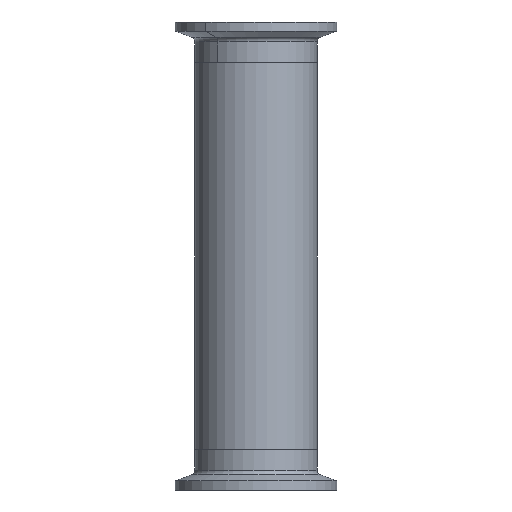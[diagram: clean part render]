
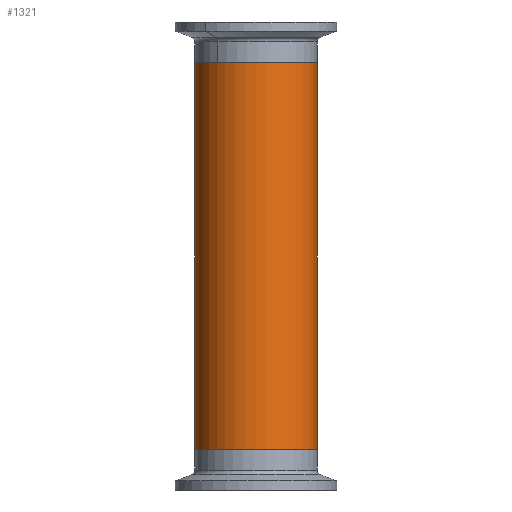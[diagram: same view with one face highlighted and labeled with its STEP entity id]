
A CAD part, front view. The second image highlights one B-rep face of the part: STEP entity #1321.
In plain terms, the highlighted cylindrical face has radius 19.05 mm (diameter 38.1 mm), a partial arc.
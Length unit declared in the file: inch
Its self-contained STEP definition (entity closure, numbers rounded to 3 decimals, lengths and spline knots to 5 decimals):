
#35 = CARTESIAN_POINT ( 'NONE',  ( -0.75, 0., 2.37402 ) ) ;
#81 = CARTESIAN_POINT ( 'NONE',  ( 0.75, 0., -2.37402 ) ) ;
#176 = DIRECTION ( 'NONE',  ( 0., 0., -1. ) ) ;
#300 = VERTEX_POINT ( 'NONE', #35 ) ;
#384 = CIRCLE ( 'NONE', #469, 0.75 ) ;
#469 = AXIS2_PLACEMENT_3D ( 'NONE', #904, #1340, #893 ) ;
#573 = ORIENTED_EDGE ( 'NONE', *, *, #595, .F. ) ;
#595 = EDGE_CURVE ( 'NONE', #300, #2747, #1400, .T. ) ;
#779 = DIRECTION ( 'NONE',  ( 0., 0., 1. ) ) ;
#831 = CARTESIAN_POINT ( 'NONE',  ( -0.75, 0., 2.37402 ) ) ;
#891 = DIRECTION ( 'NONE',  ( 0., 0., -1. ) ) ;
#892 = EDGE_CURVE ( 'NONE', #300, #2705, #1825, .T. ) ;
#893 = DIRECTION ( 'NONE',  ( 1., 0., 0. ) ) ;
#904 = CARTESIAN_POINT ( 'NONE',  ( 0., 0., -2.37402 ) ) ;
#913 = EDGE_LOOP ( 'NONE', ( #1002, #573, #1159, #1209 ) ) ;
#1002 = ORIENTED_EDGE ( 'NONE', *, *, #2444, .F. ) ;
#1118 = DIRECTION ( 'NONE',  ( -1., 0., 0. ) ) ;
#1127 = CARTESIAN_POINT ( 'NONE',  ( 0., 0., 2.37402 ) ) ;
#1149 = VECTOR ( 'NONE', #176, 39.37008 ) ;
#1159 = ORIENTED_EDGE ( 'NONE', *, *, #892, .T. ) ;
#1209 = ORIENTED_EDGE ( 'NONE', *, *, #2079, .T. ) ;
#1321 = ADVANCED_FACE ( 'NONE', ( #1586 ), #2169, .T. ) ;
#1327 = AXIS2_PLACEMENT_3D ( 'NONE', #1458, #779, #1688 ) ;
#1340 = DIRECTION ( 'NONE',  ( 0., 0., 1. ) ) ;
#1360 = CARTESIAN_POINT ( 'NONE',  ( -0.75, 0., -2.37402 ) ) ;
#1400 = CIRCLE ( 'NONE', #1327, 0.75 ) ;
#1411 = DIRECTION ( 'NONE',  ( 0., 0., -1. ) ) ;
#1448 = AXIS2_PLACEMENT_3D ( 'NONE', #1127, #891, #1118 ) ;
#1458 = CARTESIAN_POINT ( 'NONE',  ( 0., 0., 2.37402 ) ) ;
#1586 = FACE_OUTER_BOUND ( 'NONE', #913, .T. ) ;
#1626 = VECTOR ( 'NONE', #1411, 39.37008 ) ;
#1688 = DIRECTION ( 'NONE',  ( 1., 0., 0. ) ) ;
#1799 = LINE ( 'NONE', #2288, #1626 ) ;
#1825 = LINE ( 'NONE', #831, #1149 ) ;
#2079 = EDGE_CURVE ( 'NONE', #2705, #2367, #384, .T. ) ;
#2169 = CYLINDRICAL_SURFACE ( 'NONE', #1448, 0.75 ) ;
#2288 = CARTESIAN_POINT ( 'NONE',  ( 0.75, 0., 2.37402 ) ) ;
#2367 = VERTEX_POINT ( 'NONE', #81 ) ;
#2444 = EDGE_CURVE ( 'NONE', #2747, #2367, #1799, .T. ) ;
#2705 = VERTEX_POINT ( 'NONE', #1360 ) ;
#2742 = CARTESIAN_POINT ( 'NONE',  ( 0.75, 0., 2.37402 ) ) ;
#2747 = VERTEX_POINT ( 'NONE', #2742 ) ;
